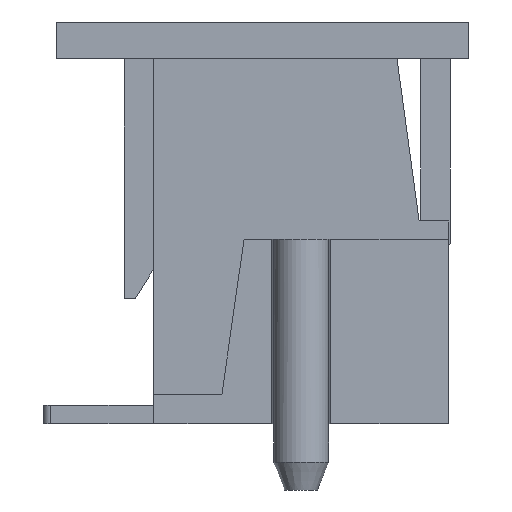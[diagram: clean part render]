
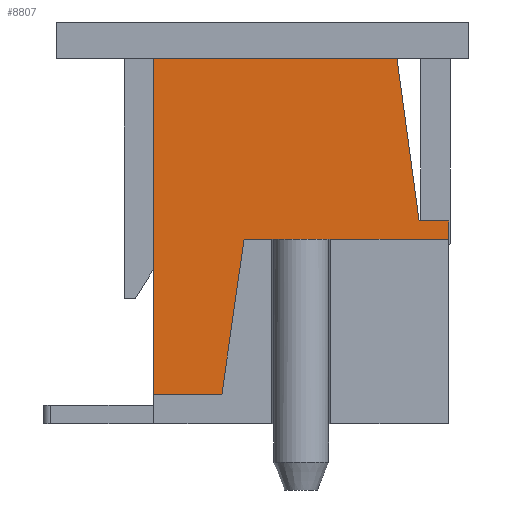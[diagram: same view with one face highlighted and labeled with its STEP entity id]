
A CAD part, left-side view. The second image highlights one B-rep face of the part: STEP entity #8807.
In plain terms, the highlighted planar face has unit normal (-1, 0, 0).
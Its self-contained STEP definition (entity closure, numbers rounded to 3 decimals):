
#1168=ORIENTED_EDGE('',*,*,#3518,.F.);
#1169=ORIENTED_EDGE('',*,*,#3024,.T.);
#1170=ORIENTED_EDGE('',*,*,#3064,.F.);
#1171=ORIENTED_EDGE('',*,*,#3519,.F.);
#1172=ORIENTED_EDGE('',*,*,#3098,.T.);
#1173=ORIENTED_EDGE('',*,*,#2937,.T.);
#1174=ORIENTED_EDGE('',*,*,#3520,.F.);
#1175=ORIENTED_EDGE('',*,*,#3521,.F.);
#2937=EDGE_CURVE('',#4197,#4196,#5003,.T.);
#3024=EDGE_CURVE('',#4268,#4269,#5090,.T.);
#3064=EDGE_CURVE('',#4305,#4269,#5130,.T.);
#3098=EDGE_CURVE('',#4330,#4197,#5156,.T.);
#3518=EDGE_CURVE('',#4268,#4611,#5568,.T.);
#3519=EDGE_CURVE('',#4330,#4305,#5569,.T.);
#3520=EDGE_CURVE('',#4612,#4196,#5570,.T.);
#3521=EDGE_CURVE('',#4611,#4612,#5571,.T.);
#4196=VERTEX_POINT('',#12580);
#4197=VERTEX_POINT('',#12582);
#4268=VERTEX_POINT('',#12746);
#4269=VERTEX_POINT('',#12747);
#4305=VERTEX_POINT('',#12823);
#4330=VERTEX_POINT('',#12891);
#4611=VERTEX_POINT('',#13686);
#4612=VERTEX_POINT('',#13689);
#5003=LINE('',#12581,#6179);
#5090=LINE('',#12745,#6266);
#5130=LINE('',#12824,#6306);
#5156=LINE('',#12890,#6332);
#5568=LINE('',#13685,#6744);
#5569=LINE('',#13687,#6745);
#5570=LINE('',#13688,#6746);
#5571=LINE('',#13690,#6747);
#6179=VECTOR('',#10116,1000.);
#6266=VECTOR('',#10215,1000.);
#6306=VECTOR('',#10257,1000.);
#6332=VECTOR('',#10315,1000.);
#6744=VECTOR('',#10931,1000.);
#6745=VECTOR('',#10932,1000.);
#6746=VECTOR('',#10933,1000.);
#6747=VECTOR('',#10934,1000.);
#7344=EDGE_LOOP('',(#1168,#1169,#1170,#1171,#1172,#1173,#1174,#1175));
#7876=FACE_BOUND('',#7344,.T.);
#8384=PLANE('',#9512);
#8807=ADVANCED_FACE('',(#7876),#8384,.T.);
#9512=AXIS2_PLACEMENT_3D('',#13684,#10929,#10930);
#10116=DIRECTION('',(0.,0.,-1.));
#10215=DIRECTION('',(0.,0.,1.));
#10257=DIRECTION('',(0.,-1.,0.));
#10315=DIRECTION('',(0.,1.,0.));
#10929=DIRECTION('',(-1.,0.,0.));
#10930=DIRECTION('',(0.,0.,1.));
#10931=DIRECTION('',(0.,1.,0.));
#10932=DIRECTION('',(0.,-0.135,-0.991));
#10933=DIRECTION('',(0.,1.,0.));
#10934=DIRECTION('',(0.,0.141,-0.99));
#12580=CARTESIAN_POINT('',(-20.,4.,-4.15));
#12581=CARTESIAN_POINT('',(-20.,4.,4.95));
#12582=CARTESIAN_POINT('',(-20.,4.,4.95));
#12745=CARTESIAN_POINT('',(-20.,-4.,-4.95));
#12746=CARTESIAN_POINT('',(-20.,-4.,0.05));
#12747=CARTESIAN_POINT('',(-20.,-4.,0.55));
#12823=CARTESIAN_POINT('',(-20.,-3.2,0.55));
#12824=CARTESIAN_POINT('',(-20.,0.,0.55));
#12890=CARTESIAN_POINT('',(-20.,-4.,4.95));
#12891=CARTESIAN_POINT('',(-20.,-2.6,4.95));
#13684=CARTESIAN_POINT('',(-20.,0.,0.));
#13685=CARTESIAN_POINT('',(-20.,0.,0.05));
#13686=CARTESIAN_POINT('',(-20.,1.55,0.05));
#13687=CARTESIAN_POINT('',(-20.,-3.215,0.438));
#13688=CARTESIAN_POINT('',(-20.,0.,-4.15));
#13689=CARTESIAN_POINT('',(-20.,2.15,-4.15));
#13690=CARTESIAN_POINT('',(-20.,1.526,0.218));
